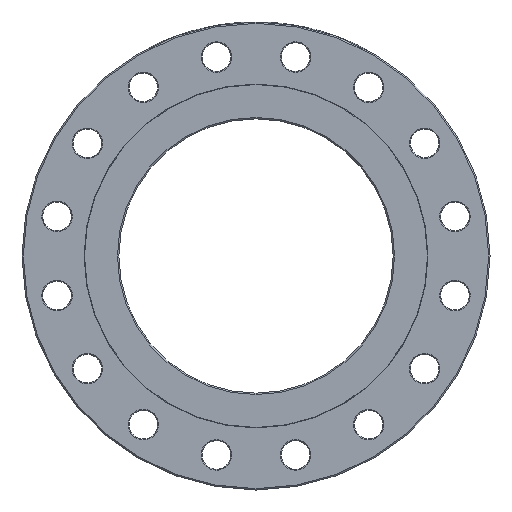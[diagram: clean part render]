
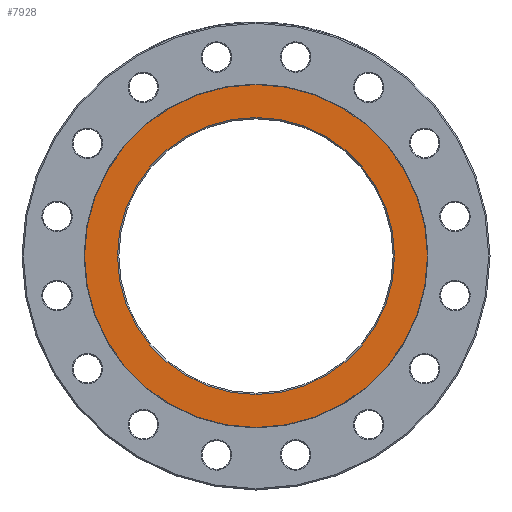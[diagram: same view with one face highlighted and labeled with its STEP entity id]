
A CAD part, left-side view. The second image highlights one B-rep face of the part: STEP entity #7928.
In plain terms, the highlighted planar face has unit normal (-1, 0, 0).
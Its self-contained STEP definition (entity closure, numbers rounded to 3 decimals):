
#301 = DIRECTION ( 'NONE',  ( 0., 0., -1. ) ) ;
#441 = VERTEX_POINT ( 'NONE', #4092 ) ;
#660 = FACE_OUTER_BOUND ( 'NONE', #8241, .T. ) ;
#823 = AXIS2_PLACEMENT_3D ( 'NONE', #2918, #6823, #9755 ) ;
#835 = AXIS2_PLACEMENT_3D ( 'NONE', #1753, #3425, #8034 ) ;
#1165 = CIRCLE ( 'NONE', #835, 190.5 ) ;
#1753 = CARTESIAN_POINT ( 'NONE',  ( 0., 0., 0. ) ) ;
#2350 = EDGE_LOOP ( 'NONE', ( #2616 ) ) ;
#2616 = ORIENTED_EDGE ( 'NONE', *, *, #5633, .T. ) ;
#2918 = CARTESIAN_POINT ( 'NONE',  ( 0., 0., 0. ) ) ;
#3007 = AXIS2_PLACEMENT_3D ( 'NONE', #8459, #7702, #301 ) ;
#3184 = FACE_BOUND ( 'NONE', #2350, .T. ) ;
#3289 = ORIENTED_EDGE ( 'NONE', *, *, #6196, .T. ) ;
#3425 = DIRECTION ( 'NONE',  ( -1., 0., 0. ) ) ;
#4092 = CARTESIAN_POINT ( 'NONE',  ( 0., 0., -153.9 ) ) ;
#5633 = EDGE_CURVE ( 'NONE', #441, #441, #9247, .T. ) ;
#6196 = EDGE_CURVE ( 'NONE', #6628, #6628, #1165, .T. ) ;
#6628 = VERTEX_POINT ( 'NONE', #7948 ) ;
#6823 = DIRECTION ( 'NONE',  ( 1., 0., 0. ) ) ;
#7702 = DIRECTION ( 'NONE',  ( 1., 0., 0. ) ) ;
#7928 = ADVANCED_FACE ( 'NONE', ( #3184, #660 ), #9975, .F. ) ;
#7948 = CARTESIAN_POINT ( 'NONE',  ( 0., 0., 190.5 ) ) ;
#8034 = DIRECTION ( 'NONE',  ( 0., 0., 1. ) ) ;
#8241 = EDGE_LOOP ( 'NONE', ( #3289 ) ) ;
#8459 = CARTESIAN_POINT ( 'NONE',  ( 0., 152.4, 0. ) ) ;
#9247 = CIRCLE ( 'NONE', #823, 153.9 ) ;
#9755 = DIRECTION ( 'NONE',  ( 0., 0., -1. ) ) ;
#9975 = PLANE ( 'NONE',  #3007 ) ;
